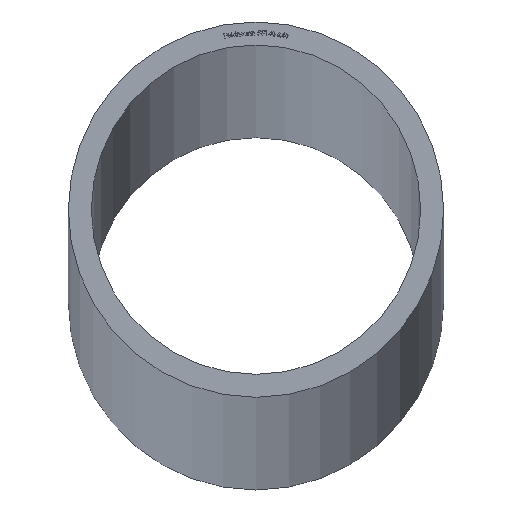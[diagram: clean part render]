
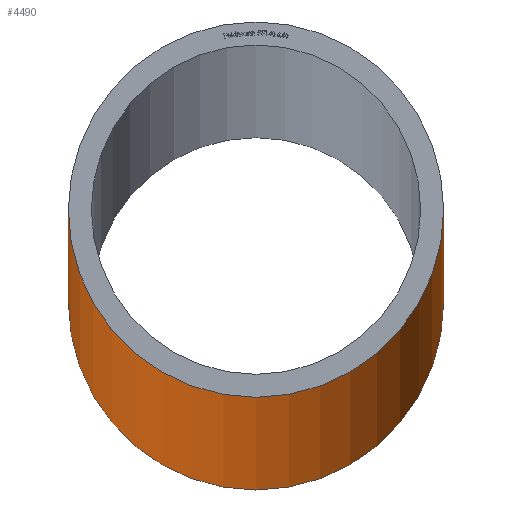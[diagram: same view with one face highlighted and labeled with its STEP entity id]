
A CAD part, top view. The second image highlights one B-rep face of the part: STEP entity #4490.
In plain terms, the highlighted cylindrical face has radius 21.2 mm (diameter 42.4 mm), a partial arc.
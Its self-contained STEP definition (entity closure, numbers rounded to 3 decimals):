
#57 = VECTOR ( 'NONE', #9709, 1000. ) ;
#535 = CIRCLE ( 'NONE', #776, 21.2 ) ;
#557 = EDGE_CURVE ( 'NONE', #7093, #5105, #4377, .T. ) ;
#776 = AXIS2_PLACEMENT_3D ( 'NONE', #2516, #9018, #3445 ) ;
#778 = FACE_OUTER_BOUND ( 'NONE', #2414, .T. ) ;
#1154 = DIRECTION ( 'NONE',  ( 0., 0., 1. ) ) ;
#1199 = ORIENTED_EDGE ( 'NONE', *, *, #4961, .F. ) ;
#1228 = CIRCLE ( 'NONE', #3887, 21.2 ) ;
#1592 = DIRECTION ( 'NONE',  ( 0., 0., 1. ) ) ;
#2082 = CARTESIAN_POINT ( 'NONE',  ( 0., 0., 0. ) ) ;
#2414 = EDGE_LOOP ( 'NONE', ( #1199, #3977, #6643, #2621 ) ) ;
#2492 = VECTOR ( 'NONE', #1154, 1000. ) ;
#2516 = CARTESIAN_POINT ( 'NONE',  ( 0., 0., -6000. ) ) ;
#2621 = ORIENTED_EDGE ( 'NONE', *, *, #11347, .F. ) ;
#3002 = DIRECTION ( 'NONE',  ( 1., 0., 0. ) ) ;
#3445 = DIRECTION ( 'NONE',  ( 1., 0., 0. ) ) ;
#3887 = AXIS2_PLACEMENT_3D ( 'NONE', #2082, #8584, #3002 ) ;
#3977 = ORIENTED_EDGE ( 'NONE', *, *, #11024, .T. ) ;
#4377 = LINE ( 'NONE', #4673, #2492 ) ;
#4490 = ADVANCED_FACE ( 'NONE', ( #778 ), #5416, .T. ) ;
#4673 = CARTESIAN_POINT ( 'NONE',  ( 21.2, 0., -6000. ) ) ;
#4961 = EDGE_CURVE ( 'NONE', #7945, #11552, #7756, .T. ) ;
#5065 = AXIS2_PLACEMENT_3D ( 'NONE', #8073, #1592, #10815 ) ;
#5105 = VERTEX_POINT ( 'NONE', #6176 ) ;
#5416 = CYLINDRICAL_SURFACE ( 'NONE', #5065, 21.2 ) ;
#5657 = CARTESIAN_POINT ( 'NONE',  ( -21.2, 0., -6000. ) ) ;
#6176 = CARTESIAN_POINT ( 'NONE',  ( 21.2, 0., 0. ) ) ;
#6643 = ORIENTED_EDGE ( 'NONE', *, *, #557, .T. ) ;
#6893 = CARTESIAN_POINT ( 'NONE',  ( -21.2, 0., 0. ) ) ;
#7093 = VERTEX_POINT ( 'NONE', #9801 ) ;
#7756 = LINE ( 'NONE', #10535, #57 ) ;
#7945 = VERTEX_POINT ( 'NONE', #5657 ) ;
#8073 = CARTESIAN_POINT ( 'NONE',  ( 0., 0., -6000. ) ) ;
#8584 = DIRECTION ( 'NONE',  ( 0., 0., 1. ) ) ;
#9018 = DIRECTION ( 'NONE',  ( 0., 0., 1. ) ) ;
#9709 = DIRECTION ( 'NONE',  ( 0., 0., 1. ) ) ;
#9801 = CARTESIAN_POINT ( 'NONE',  ( 21.2, 0., -6000. ) ) ;
#10535 = CARTESIAN_POINT ( 'NONE',  ( -21.2, 0., -6000. ) ) ;
#10815 = DIRECTION ( 'NONE',  ( 1., 0., 0. ) ) ;
#11024 = EDGE_CURVE ( 'NONE', #7945, #7093, #535, .T. ) ;
#11347 = EDGE_CURVE ( 'NONE', #11552, #5105, #1228, .T. ) ;
#11552 = VERTEX_POINT ( 'NONE', #6893 ) ;
